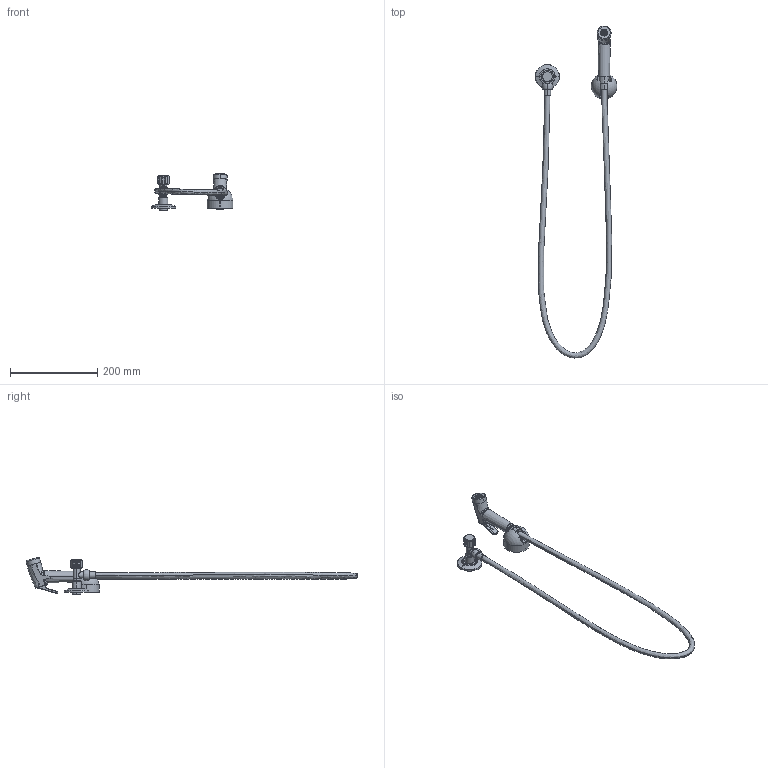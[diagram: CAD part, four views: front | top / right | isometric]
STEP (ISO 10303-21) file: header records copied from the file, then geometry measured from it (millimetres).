
FILE_DESCRIPTION (( 'STEP AP203' ), '1' );
FILE_NAME ('99F301558.STEP', '2025-07-09T08:54:02', ( '' ), ( '' ), 'SwSTEP 2.0', 'SolidWorks 2021', '' );
FILE_SCHEMA (( 'CONFIG_CONTROL_DESIGN' ));
Length unit declared in the file: millimetre
Products named in the file (7): 99F301558; 99Z302082_99Z302082; AAZ301267_2; AAZ301267_1; 99Z304035_99Z304035; 99Z305409_OFFICE; AAZ301267
Assembly tree (6 placements, depth 3):
  99F301558
    99Z304035_99Z304035
    99Z302082_99Z302082
    99Z305409_OFFICE
    AAZ301267
      AAZ301267_1
      AAZ301267_2
Bounding box: 187.15 x 760.88 x 85.15 mm (x, y, z)
Volume: 277951.6 mm3; surface area: 117364.4 mm2
Topology: 7 solids, 7 shells, 446 faces, 1046 edges, 668 vertices
Faces by surface type: cylinder 187, plane 143, bspline 43, cone 42, torus 27, sphere 4
Entity records: 20108 total; most frequent: CARTESIAN_POINT 9405, ORIENTED_EDGE 2084, DIRECTION 2074, EDGE_CURVE 1042, AXIS2_PLACEMENT_3D 866, VERTEX_POINT 668, EDGE_LOOP 510, CIRCLE 453
